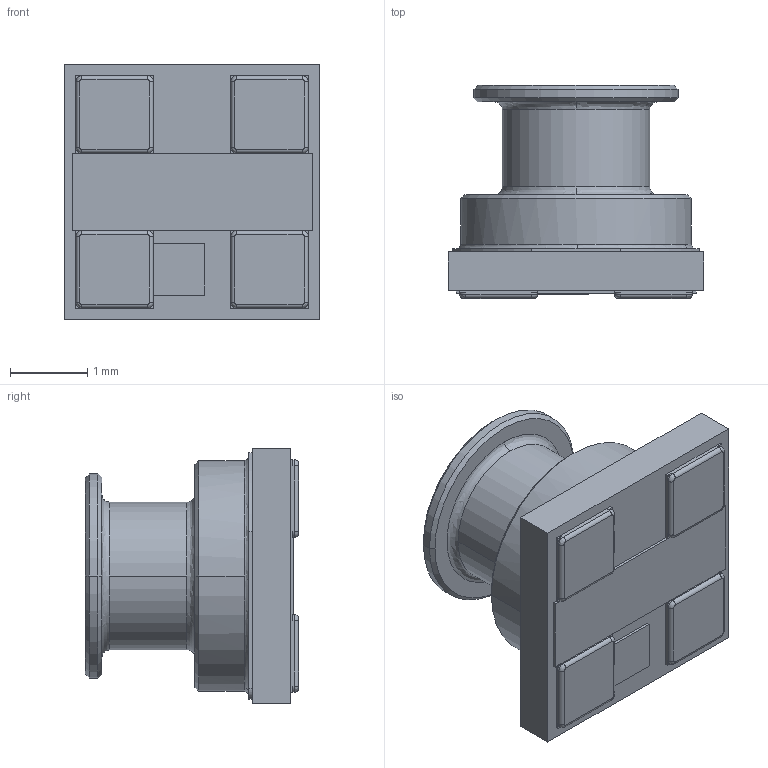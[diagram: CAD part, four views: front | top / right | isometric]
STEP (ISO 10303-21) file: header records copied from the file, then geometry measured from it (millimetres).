
FILE_DESCRIPTION (( 'STEP AP214' ), '1' );
FILE_NAME ('MS583730BA01-50.STEP', '2023-05-13T11:35:35', ( '' ), ( '' ), 'SwSTEP 2.0', 'SolidWorks 2017', '' );
FILE_SCHEMA (( 'AUTOMOTIVE_DESIGN' ));
Length unit declared in the file: millimetre
Products named in the file (2): MS583730BA01-50; MS583730BA01-50_MS583730BA01-50
Assembly tree (1 placements, depth 2):
  MS583730BA01-50
    MS583730BA01-50_MS583730BA01-50
Bounding box: 3.3 x 2.75 x 3.3 mm (x, y, z)
Volume: 13.7 mm3; surface area: 102.2 mm2
Topology: 9 solids, 9 shells, 144 faces, 334 edges, 209 vertices
Faces by surface type: plane 68, cylinder 44, torus 12, bspline 12, cone 8
Entity records: 4562 total; most frequent: CARTESIAN_POINT 1121, DIRECTION 716, ORIENTED_EDGE 664, EDGE_CURVE 332, AXIS2_PLACEMENT_3D 260, VERTEX_POINT 209, LINE 196, VECTOR 196
